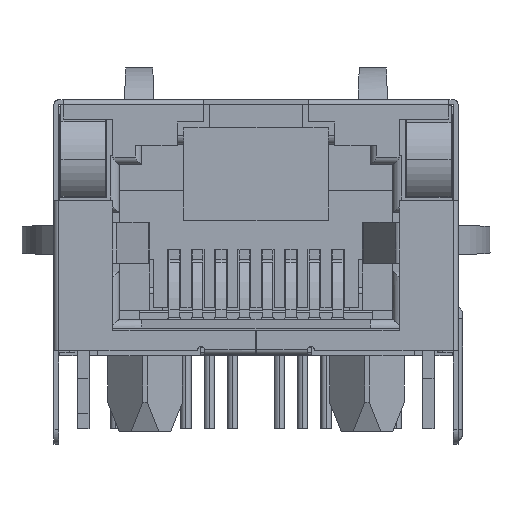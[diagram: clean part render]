
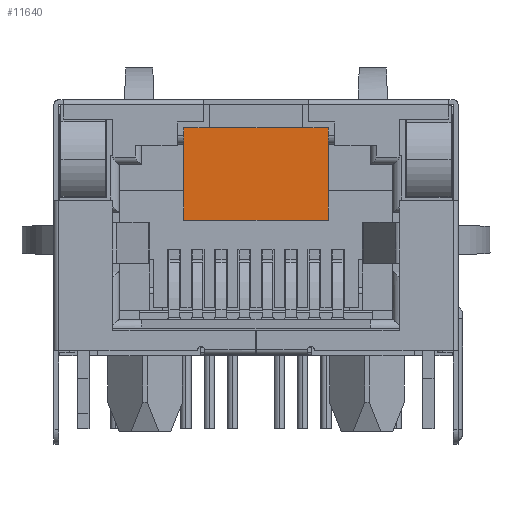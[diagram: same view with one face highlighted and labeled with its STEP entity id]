
A CAD part, left-side view. The second image highlights one B-rep face of the part: STEP entity #11640.
In plain terms, the highlighted planar face has unit normal (-1, 0, 0).
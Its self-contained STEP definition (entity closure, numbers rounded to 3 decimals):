
#658 = FACE_OUTER_BOUND ( 'NONE', #30049, .T. ) ;
#709 = LINE ( 'NONE', #42161, #8540 ) ;
#3052 = ORIENTED_EDGE ( 'NONE', *, *, #48558, .F. ) ;
#4455 = PLANE ( 'NONE',  #44943 ) ;
#7901 = CARTESIAN_POINT ( 'NONE',  ( 8.269, 64., 5.905 ) ) ;
#8503 = CARTESIAN_POINT ( 'NONE',  ( 8.269, 64., 7.912 ) ) ;
#8540 = VECTOR ( 'NONE', #42511, 1000. ) ;
#8630 = VECTOR ( 'NONE', #46348, 1000. ) ;
#9654 = CARTESIAN_POINT ( 'NONE',  ( 8.269, 64., 9.918 ) ) ;
#9822 = DIRECTION ( 'NONE',  ( 0., 0., 1. ) ) ;
#11640 = ADVANCED_FACE ( 'NONE', ( #658 ), #4455, .T. ) ;
#12056 = CARTESIAN_POINT ( 'NONE',  ( 8.269, 60.85, 5.905 ) ) ;
#12812 = CARTESIAN_POINT ( 'NONE',  ( 8.269, 67.15, 5.905 ) ) ;
#13180 = DIRECTION ( 'NONE',  ( 0., 1., 0. ) ) ;
#13388 = ORIENTED_EDGE ( 'NONE', *, *, #36731, .T. ) ;
#15852 = LINE ( 'NONE', #7901, #8630 ) ;
#17197 = VECTOR ( 'NONE', #9822, 1000. ) ;
#17975 = CARTESIAN_POINT ( 'NONE',  ( 8.269, 60.85, 9.918 ) ) ;
#18586 = VERTEX_POINT ( 'NONE', #17975 ) ;
#23574 = DIRECTION ( 'NONE',  ( -1., 0., 0. ) ) ;
#24086 = CARTESIAN_POINT ( 'NONE',  ( 8.269, 67.15, 9.918 ) ) ;
#24383 = LINE ( 'NONE', #25539, #17197 ) ;
#25539 = CARTESIAN_POINT ( 'NONE',  ( 8.269, 60.85, 8.42 ) ) ;
#27927 = DIRECTION ( 'NONE',  ( 0., 0., 1. ) ) ;
#29800 = VERTEX_POINT ( 'NONE', #24086 ) ;
#30049 = EDGE_LOOP ( 'NONE', ( #3052, #31539, #13388, #37600 ) ) ;
#30428 = LINE ( 'NONE', #9654, #32882 ) ;
#31539 = ORIENTED_EDGE ( 'NONE', *, *, #38172, .T. ) ;
#32882 = VECTOR ( 'NONE', #13180, 1000. ) ;
#35683 = EDGE_CURVE ( 'NONE', #18586, #29800, #30428, .T. ) ;
#36731 = EDGE_CURVE ( 'NONE', #44803, #18586, #24383, .T. ) ;
#37600 = ORIENTED_EDGE ( 'NONE', *, *, #35683, .T. ) ;
#38172 = EDGE_CURVE ( 'NONE', #40977, #44803, #15852, .T. ) ;
#40977 = VERTEX_POINT ( 'NONE', #12812 ) ;
#42161 = CARTESIAN_POINT ( 'NONE',  ( 8.269, 67.15, 8.42 ) ) ;
#42511 = DIRECTION ( 'NONE',  ( 0., 0., 1. ) ) ;
#44803 = VERTEX_POINT ( 'NONE', #12056 ) ;
#44943 = AXIS2_PLACEMENT_3D ( 'NONE', #8503, #23574, #27927 ) ;
#46348 = DIRECTION ( 'NONE',  ( 0., -1., 0. ) ) ;
#48558 = EDGE_CURVE ( 'NONE', #40977, #29800, #709, .T. ) ;
